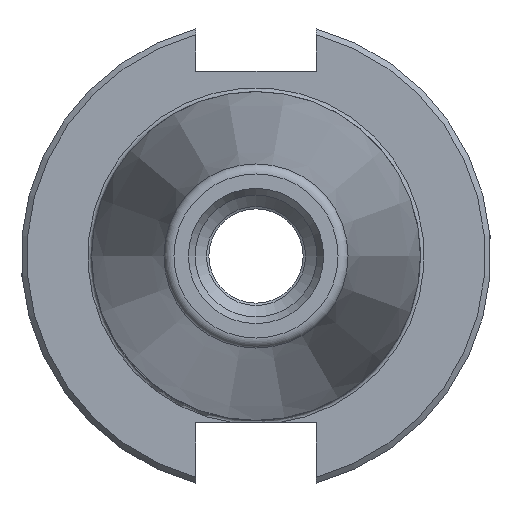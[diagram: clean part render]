
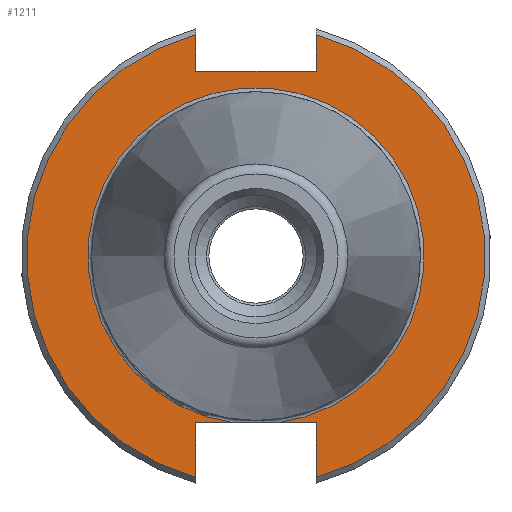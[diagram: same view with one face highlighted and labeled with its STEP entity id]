
A CAD part, left-side view. The second image highlights one B-rep face of the part: STEP entity #1211.
In plain terms, the highlighted planar face has unit normal (-1, 0, 0).
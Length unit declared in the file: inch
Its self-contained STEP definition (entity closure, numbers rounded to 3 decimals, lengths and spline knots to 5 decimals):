
#89=LINE('',#1932,#137);
#100=LINE('',#2051,#148);
#105=LINE('',#2069,#153);
#108=LINE('',#2090,#156);
#109=LINE('',#2091,#157);
#110=LINE('',#2093,#158);
#111=LINE('',#2095,#159);
#137=VECTOR('',#1529,0.3937);
#148=VECTOR('',#1630,0.3937);
#153=VECTOR('',#1649,0.3937);
#156=VECTOR('',#1664,0.3937);
#157=VECTOR('',#1665,0.3937);
#158=VECTOR('',#1666,0.3937);
#159=VECTOR('',#1669,0.3937);
#190=PLANE('',#1398);
#310=FACE_OUTER_BOUND('',#415,.T.);
#415=EDGE_LOOP('',(#945,#946,#947,#948,#949,#950,#951,#952,#953,#954));
#514=CIRCLE('',#1355,0.895);
#538=CIRCLE('',#1397,1.22);
#539=CIRCLE('',#1399,1.22);
#590=VERTEX_POINT('',#1929);
#591=VERTEX_POINT('',#1931);
#601=VERTEX_POINT('',#1968);
#602=VERTEX_POINT('',#1969);
#626=VERTEX_POINT('',#2048);
#627=VERTEX_POINT('',#2050);
#632=VERTEX_POINT('',#2066);
#633=VERTEX_POINT('',#2068);
#639=VERTEX_POINT('',#2086);
#640=VERTEX_POINT('',#2092);
#707=EDGE_CURVE('',#591,#590,#89,.T.);
#719=EDGE_CURVE('',#601,#602,#514,.T.);
#747=EDGE_CURVE('',#627,#626,#100,.T.);
#756=EDGE_CURVE('',#633,#632,#105,.T.);
#764=EDGE_CURVE('',#639,#626,#538,.T.);
#765=EDGE_CURVE('',#601,#627,#108,.T.);
#766=EDGE_CURVE('',#639,#591,#109,.T.);
#767=EDGE_CURVE('',#590,#640,#110,.T.);
#768=EDGE_CURVE('',#633,#640,#539,.T.);
#769=EDGE_CURVE('',#632,#602,#111,.T.);
#945=ORIENTED_EDGE('',*,*,#719,.F.);
#946=ORIENTED_EDGE('',*,*,#765,.T.);
#947=ORIENTED_EDGE('',*,*,#747,.T.);
#948=ORIENTED_EDGE('',*,*,#764,.F.);
#949=ORIENTED_EDGE('',*,*,#766,.T.);
#950=ORIENTED_EDGE('',*,*,#707,.T.);
#951=ORIENTED_EDGE('',*,*,#767,.T.);
#952=ORIENTED_EDGE('',*,*,#768,.F.);
#953=ORIENTED_EDGE('',*,*,#756,.T.);
#954=ORIENTED_EDGE('',*,*,#769,.T.);
#1211=ADVANCED_FACE('',(#310),#190,.T.);
#1355=AXIS2_PLACEMENT_3D('',#1980,#1559,#1560);
#1397=AXIS2_PLACEMENT_3D('',#2088,#1660,#1661);
#1398=AXIS2_PLACEMENT_3D('',#2089,#1662,#1663);
#1399=AXIS2_PLACEMENT_3D('',#2094,#1667,#1668);
#1529=DIRECTION('',(0.,1.,0.));
#1559=DIRECTION('center_axis',(-1.,0.,0.));
#1560=DIRECTION('ref_axis',(0.,-1.,0.));
#1630=DIRECTION('',(0.,0.,-1.));
#1649=DIRECTION('',(0.,0.,1.));
#1660=DIRECTION('center_axis',(1.,0.,0.));
#1661=DIRECTION('ref_axis',(0.,-1.,0.));
#1662=DIRECTION('center_axis',(-1.,0.,0.));
#1663=DIRECTION('ref_axis',(0.,0.,1.));
#1664=DIRECTION('',(0.,-1.,0.));
#1665=DIRECTION('',(0.,0.,-1.));
#1666=DIRECTION('',(0.,0.,1.));
#1667=DIRECTION('center_axis',(1.,0.,0.));
#1668=DIRECTION('ref_axis',(0.,1.,0.));
#1669=DIRECTION('',(0.,-1.,0.));
#1929=CARTESIAN_POINT('',(0.125,0.32,0.983));
#1931=CARTESIAN_POINT('',(0.125,-0.32,0.983));
#1932=CARTESIAN_POINT('',(0.125,0.53125,0.983));
#1968=CARTESIAN_POINT('',(0.125,-0.11172,-0.888));
#1969=CARTESIAN_POINT('',(0.125,0.11172,-0.888));
#1980=CARTESIAN_POINT('Origin',(0.125,0.,0.));
#2048=CARTESIAN_POINT('',(0.125,-0.32,-1.17729));
#2050=CARTESIAN_POINT('',(0.125,-0.32,-0.888));
#2051=CARTESIAN_POINT('',(0.125,-0.32,-0.444));
#2066=CARTESIAN_POINT('',(0.125,0.32,-0.888));
#2068=CARTESIAN_POINT('',(0.125,0.32,-1.17729));
#2069=CARTESIAN_POINT('',(0.125,0.32,-0.444));
#2086=CARTESIAN_POINT('',(0.125,-0.32,1.17729));
#2088=CARTESIAN_POINT('Origin',(0.125,0.,0.));
#2089=CARTESIAN_POINT('Origin',(0.125,1.0625,0.));
#2090=CARTESIAN_POINT('',(0.125,0.53125,-0.888));
#2091=CARTESIAN_POINT('',(0.125,-0.32,0.4915));
#2092=CARTESIAN_POINT('',(0.125,0.32,1.17729));
#2093=CARTESIAN_POINT('',(0.125,0.32,0.4915));
#2094=CARTESIAN_POINT('Origin',(0.125,0.,0.));
#2095=CARTESIAN_POINT('',(0.125,0.53125,-0.888));
